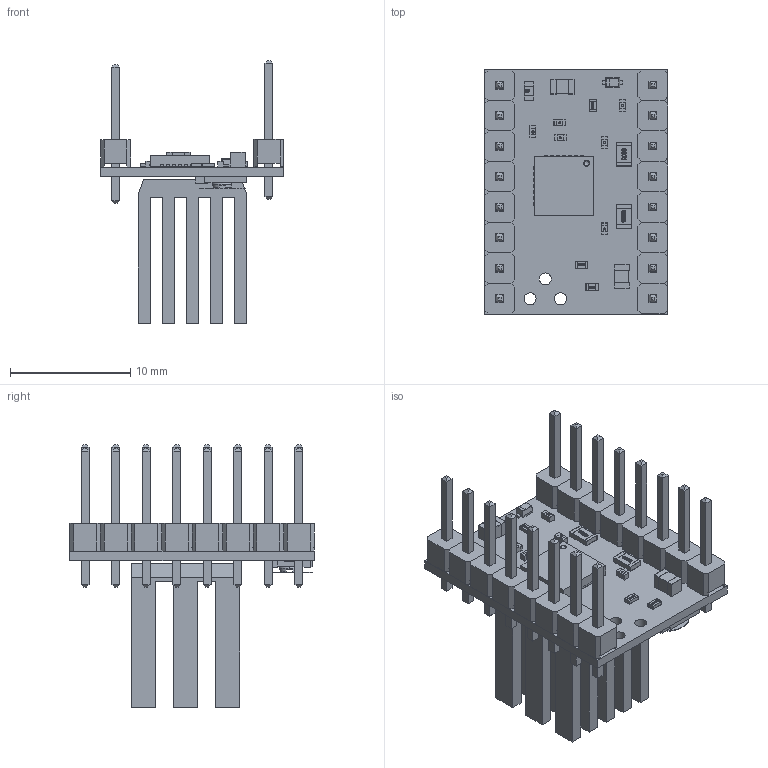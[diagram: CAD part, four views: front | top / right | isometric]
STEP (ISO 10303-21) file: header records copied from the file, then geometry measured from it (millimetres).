
FILE_DESCRIPTION(('Open CASCADE Model'),'2;1');
FILE_NAME('Open CASCADE Shape Model','2021-10-08T18:38:30',('Author'),( 'Open CASCADE'),'Open CASCADE STEP processor 6.8','Open CASCADE 6.8' ,'Unknown');
FILE_SCHEMA(('AUTOMOTIVE_DESIGN { 1 0 10303 214 1 1 1 1 }'));
Length unit declared in the file: millimetre
Products named in the file (23): PCB; BoardTMC2209_V3.0; Open CASCADE STEP translator 6.8 2.1.1; Free-Models; 11极1; User_Library-Header_Male_8Pin_BodyArray; User_Library-Header_Male_8Pin_PinArray; 24259; 3364_SUBSTRATE1; 小散热片9912; 254齬渀_8Pin-酴伎; User_Library-SOD-523F; SW3dPS-0603_SMD_Resistor; User_Library-QFN28-0_5; User_Library-QFN28-0_5_Fusion; User_Library-QFN28-0_5_Fillet; User_Library-R_SMD_0805; User_Library-R_SMD_0805_0805_BODY; User_Library-R_SMD_0805_0805_PAD; User_Library-R_SMD_0805_0805_OPIS; User_Library-Chip_Cap_MLCC_0805_(2012)_D; User_Library-0402R; User_Library-User_Library-cap0402_cap0402_body
Assembly tree (32 placements, depth 4):
  PCB
    BoardTMC2209_V3.0
      Open CASCADE STEP translator 6.8 2.1.1
    Free-Models
      11极1
        User_Library-Header_Male_8Pin_BodyArray
        User_Library-Header_Male_8Pin_PinArray
      24259
        3364_SUBSTRATE1
      小散热片9912
      254齬渀_8Pin-酴伎
      User_Library-SOD-523F
      SW3dPS-0603_SMD_Resistor
      User_Library-QFN28-0_5
        User_Library-QFN28-0_5_Fusion
        User_Library-QFN28-0_5_Fillet
      User_Library-R_SMD_0805  x2
        User_Library-R_SMD_0805_0805_BODY
        User_Library-R_SMD_0805_0805_PAD
        User_Library-R_SMD_0805_0805_OPIS
      User_Library-Chip_Cap_MLCC_0805_(2012)_D  x2
      User_Library-0402R  x3
      User_Library-User_Library-cap0402_cap0402_body  x6
Bounding box: 15.28 x 20.33 x 21.86 mm (x, y, z)
Volume: 845.7 mm3; surface area: 3111.7 mm2
Topology: 77 solids, 93 shells, 2476 faces, 5900 edges, 3478 vertices
Faces by surface type: plane 1198, cylinder 565, bspline 471, sphere 215, torus 27
Full cylindrical faces by diameter (mm): 1 x19
Entity records: 58719 total; most frequent: CARTESIAN_POINT 16844, ORIENTED_EDGE 6932, DIRECTION 6290, EDGE_CURVE 3526, LINE 2638, VECTOR 2638, VERTEX_POINT 2204, AXIS2_PLACEMENT_3D 1826
